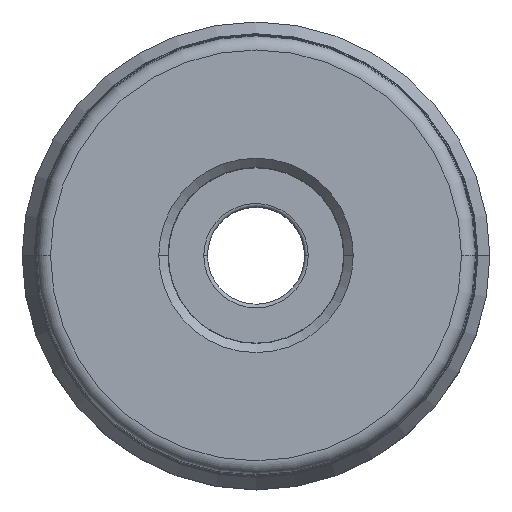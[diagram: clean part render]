
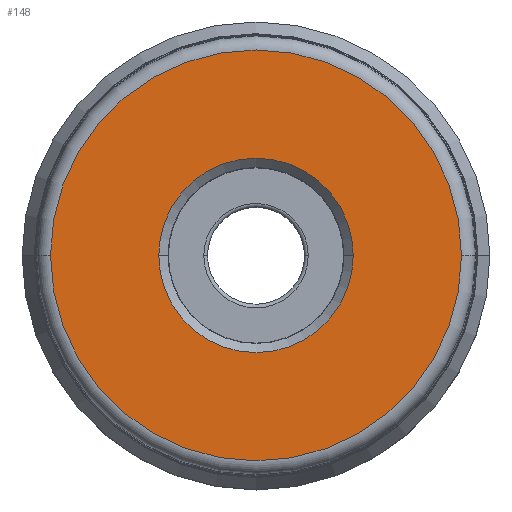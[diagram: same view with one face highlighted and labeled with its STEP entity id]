
A CAD part, top view. The second image highlights one B-rep face of the part: STEP entity #148.
In plain terms, the highlighted planar face has unit normal (0, 0, 1).
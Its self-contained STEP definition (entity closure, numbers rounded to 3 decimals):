
#84=PLANE('',#1478);
#96=FACE_BOUND('',#314,.T.);
#97=FACE_BOUND('',#315,.T.);
#148=ADVANCED_FACE('',(#96,#97),#84,.F.);
#314=EDGE_LOOP('',(#560,#561,#562,#563));
#315=EDGE_LOOP('',(#564,#565));
#560=ORIENTED_EDGE('',*,*,#912,.F.);
#561=ORIENTED_EDGE('',*,*,#909,.F.);
#562=ORIENTED_EDGE('',*,*,#908,.T.);
#563=ORIENTED_EDGE('',*,*,#913,.T.);
#564=ORIENTED_EDGE('',*,*,#914,.T.);
#565=ORIENTED_EDGE('',*,*,#915,.T.);
#760=VERTEX_POINT('',#2273);
#761=VERTEX_POINT('',#2274);
#762=VERTEX_POINT('',#2276);
#763=VERTEX_POINT('',#2281);
#764=VERTEX_POINT('',#2285);
#765=VERTEX_POINT('',#2286);
#908=EDGE_CURVE('',#760,#761,#1060,.T.);
#909=EDGE_CURVE('',#760,#762,#1061,.T.);
#912=EDGE_CURVE('',#762,#763,#1064,.T.);
#913=EDGE_CURVE('',#761,#763,#1065,.T.);
#914=EDGE_CURVE('',#764,#765,#1066,.T.);
#915=EDGE_CURVE('',#765,#764,#1067,.T.);
#1060=CIRCLE('',#1468,22.315);
#1061=CIRCLE('',#1469,22.315);
#1064=CIRCLE('',#1473,22.315);
#1065=CIRCLE('',#1474,22.315);
#1066=CIRCLE('',#1476,10.56);
#1067=CIRCLE('',#1477,10.56);
#1468=AXIS2_PLACEMENT_3D('',#2272,#1853,#1854);
#1469=AXIS2_PLACEMENT_3D('',#2275,#1855,#1856);
#1473=AXIS2_PLACEMENT_3D('',#2280,#1863,#1864);
#1474=AXIS2_PLACEMENT_3D('',#2282,#1865,#1866);
#1476=AXIS2_PLACEMENT_3D('',#2284,#1869,#1870);
#1477=AXIS2_PLACEMENT_3D('',#2287,#1871,#1872);
#1478=AXIS2_PLACEMENT_3D('',#2288,#1873,#1874);
#1853=DIRECTION('',(0.,0.,1.));
#1854=DIRECTION('',(1.,0.,0.));
#1855=DIRECTION('',(0.,0.,-1.));
#1856=DIRECTION('',(-1.,0.,0.));
#1863=DIRECTION('',(0.,0.,-1.));
#1864=DIRECTION('',(-1.,0.,0.));
#1865=DIRECTION('',(0.,0.,1.));
#1866=DIRECTION('',(1.,0.,0.));
#1869=DIRECTION('',(0.,0.,-1.));
#1870=DIRECTION('',(-1.,0.,0.));
#1871=DIRECTION('',(0.,0.,-1.));
#1872=DIRECTION('',(1.,0.,0.));
#1873=DIRECTION('',(0.,0.,-1.));
#1874=DIRECTION('',(-1.,0.,0.));
#2272=CARTESIAN_POINT('',(0.,0.,0.));
#2273=CARTESIAN_POINT('',(22.315,-0.02,0.));
#2274=CARTESIAN_POINT('',(22.315,0.,0.));
#2275=CARTESIAN_POINT('',(0.,0.,0.));
#2276=CARTESIAN_POINT('',(-22.315,0.,0.));
#2280=CARTESIAN_POINT('',(0.,0.,0.));
#2281=CARTESIAN_POINT('',(-22.315,0.02,0.));
#2282=CARTESIAN_POINT('',(0.,0.,0.));
#2284=CARTESIAN_POINT('',(0.,0.,0.));
#2285=CARTESIAN_POINT('',(-10.56,0.,0.));
#2286=CARTESIAN_POINT('',(10.56,0.,0.));
#2287=CARTESIAN_POINT('',(0.,0.,0.));
#2288=CARTESIAN_POINT('',(0.,0.,0.));
